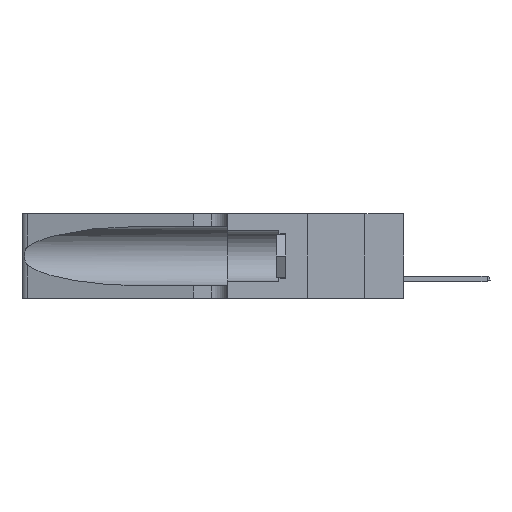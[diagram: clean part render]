
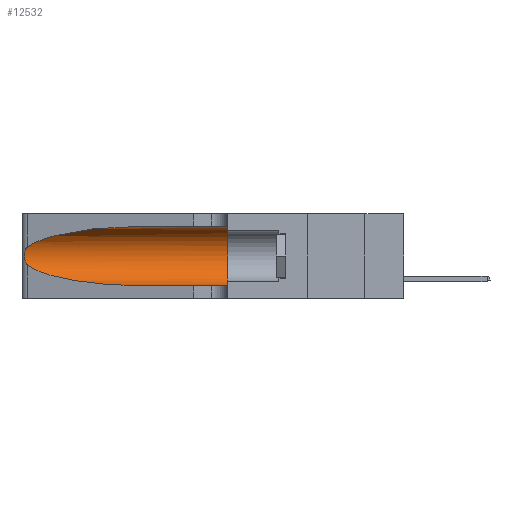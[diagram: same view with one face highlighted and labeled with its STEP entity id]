
A CAD part, left-side view. The second image highlights one B-rep face of the part: STEP entity #12532.
In plain terms, the highlighted cylindrical face has radius 3.308 mm (diameter 6.617 mm), a partial arc.
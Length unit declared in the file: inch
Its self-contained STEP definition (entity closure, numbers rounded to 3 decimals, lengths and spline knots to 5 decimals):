
#102 = CARTESIAN_POINT ( 'NONE',  ( 0.25555, 1.22993, 0.14849 ) ) ;
#305 = LINE ( 'NONE', #8736, #16977 ) ;
#1037 = CARTESIAN_POINT ( 'NONE',  ( 0.1305, 0.72297, 0.31525 ) ) ;
#1130 = CARTESIAN_POINT ( 'NONE',  ( 0.25487, 1.22718, 0.14631 ) ) ;
#1523 = CARTESIAN_POINT ( 'NONE',  ( 0.25854, 1.2359, 0.20912 ) ) ;
#2538 = EDGE_CURVE ( 'NONE', #19389, #7550, #14858, .T. ) ;
#2603 = CARTESIAN_POINT ( 'NONE',  ( 0.2373, 1.15595, 0.28018 ) ) ;
#2751 = CARTESIAN_POINT ( 'NONE',  ( 0.1305, 0.72297, 0.31525 ) ) ;
#2973 = EDGE_LOOP ( 'NONE', ( #16411, #16874, #20387, #15563, #8356, #8772 ) ) ;
#2989 = DIRECTION ( 'NONE',  ( 0., -1., 0. ) ) ;
#5099 = AXIS2_PLACEMENT_3D ( 'NONE', #17233, #14067, #17312 ) ;
#5433 = DIRECTION ( 'NONE',  ( 0., -1., 0. ) ) ;
#5585 = CARTESIAN_POINT ( 'NONE',  ( 0.1305, 0.35, 0.31525 ) ) ;
#5965 = VERTEX_POINT ( 'NONE', #20834 ) ;
#6480 = CARTESIAN_POINT ( 'NONE',  ( 0.25487, 1.22718, 0.22369 ) ) ;
#6549 = CARTESIAN_POINT ( 'NONE',  ( 0.25856, 1.23593, 0.16098 ) ) ;
#6614 = CARTESIAN_POINT ( 'NONE',  ( 0.25789, 1.23486, 0.15765 ) ) ;
#6680 = EDGE_CURVE ( 'NONE', #6743, #19389, #17980, .T. ) ;
#6743 = VERTEX_POINT ( 'NONE', #1037 ) ;
#7260 = CIRCLE ( 'NONE', #5099, 0.13025 ) ;
#7488 = CARTESIAN_POINT ( 'NONE',  ( 0.1305, 0.72297, 0.05475 ) ) ;
#7550 = VERTEX_POINT ( 'NONE', #20551 ) ;
#8356 = ORIENTED_EDGE ( 'NONE', *, *, #15730, .F. ) ;
#8736 = CARTESIAN_POINT ( 'NONE',  ( 0.1305, 1.61858, 0.31525 ) ) ;
#8772 = ORIENTED_EDGE ( 'NONE', *, *, #20294, .F. ) ;
#9578 =( BOUNDED_CURVE ( )  B_SPLINE_CURVE ( 3, ( #1130, #12296, #17152, #7488 ),
 .UNSPECIFIED., .F., .F. ) 
 B_SPLINE_CURVE_WITH_KNOTS ( ( 4, 4 ),
 ( 3.44316, 4.71239 ),
 .UNSPECIFIED. ) 
 CURVE ( )  GEOMETRIC_REPRESENTATION_ITEM ( )  RATIONAL_B_SPLINE_CURVE ( ( 1., 0.87, 0.87, 1. ) ) 
 REPRESENTATION_ITEM ( '' )  );
#9663 = CARTESIAN_POINT ( 'NONE',  ( 0.25639, 1.23186, 0.15144 ) ) ;
#9875 = CARTESIAN_POINT ( 'NONE',  ( 0.25555, 1.22994, 0.2215 ) ) ;
#10145 = CARTESIAN_POINT ( 'NONE',  ( 0.1305, 0.35, 0.05475 ) ) ;
#12296 = CARTESIAN_POINT ( 'NONE',  ( 0.2373, 1.15595, 0.08982 ) ) ;
#12392 = VECTOR ( 'NONE', #2989, 39.37008 ) ;
#12532 = ADVANCED_FACE ( 'NONE', ( #18043 ), #14989, .F. ) ;
#12807 = CARTESIAN_POINT ( 'NONE',  ( 0.1305, 1.61858, 0.185 ) ) ;
#12813 = CARTESIAN_POINT ( 'NONE',  ( 0.26075, 1.23896, 0.178 ) ) ;
#13372 = EDGE_CURVE ( 'NONE', #7550, #5965, #9578, .T. ) ;
#13626 = LINE ( 'NONE', #17363, #12392 ) ;
#14067 = DIRECTION ( 'NONE',  ( 0., 1., 0. ) ) ;
#14325 = CARTESIAN_POINT ( 'NONE',  ( 0.25487, 1.22718, 0.14631 ) ) ;
#14579 = DIRECTION ( 'NONE',  ( 0., 0., -1. ) ) ;
#14651 = CARTESIAN_POINT ( 'NONE',  ( 0.26018, 1.23835, 0.19895 ) ) ;
#14675 = EDGE_CURVE ( 'NONE', #5965, #20161, #13626, .T. ) ;
#14837 = CARTESIAN_POINT ( 'NONE',  ( 0.25487, 1.22718, 0.22369 ) ) ;
#14858 = B_SPLINE_CURVE_WITH_KNOTS ( 'NONE', 3,
 ( #6480, #9875, #19417, #19352, #1523, #14651, #17838, #12813, #19278, #6549, #6614, #9663, #102, #14325 ),
 .UNSPECIFIED., .F., .F.,
 ( 4, 2, 2, 2, 2, 2, 4 ),
 ( 0., 0.00027, 0.00053, 0.00107, 0.0016, 0.00187, 0.00214 ),
 .UNSPECIFIED. ) ;
#14989 = CYLINDRICAL_SURFACE ( 'NONE', #19978, 0.13025 ) ;
#15563 = ORIENTED_EDGE ( 'NONE', *, *, #14675, .T. ) ;
#15730 = EDGE_CURVE ( 'NONE', #15836, #20161, #7260, .T. ) ;
#15836 = VERTEX_POINT ( 'NONE', #5585 ) ;
#16370 = DIRECTION ( 'NONE',  ( 0., -1., 0. ) ) ;
#16411 = ORIENTED_EDGE ( 'NONE', *, *, #6680, .T. ) ;
#16874 = ORIENTED_EDGE ( 'NONE', *, *, #2538, .T. ) ;
#16977 = VECTOR ( 'NONE', #5433, 39.37008 ) ;
#17152 = CARTESIAN_POINT ( 'NONE',  ( 0.18966, 0.96281, 0.05475 ) ) ;
#17233 = CARTESIAN_POINT ( 'NONE',  ( 0.1305, 0.35, 0.185 ) ) ;
#17312 = DIRECTION ( 'NONE',  ( 0., 0., 1. ) ) ;
#17363 = CARTESIAN_POINT ( 'NONE',  ( 0.1305, 1.61858, 0.05475 ) ) ;
#17838 = CARTESIAN_POINT ( 'NONE',  ( 0.26075, 1.23896, 0.19203 ) ) ;
#17980 =( BOUNDED_CURVE ( )  B_SPLINE_CURVE ( 3, ( #2751, #18820, #2603, #18971 ),
 .UNSPECIFIED., .F., .T. ) 
 B_SPLINE_CURVE_WITH_KNOTS ( ( 4, 4 ),
 ( 1.5708, 2.84003 ),
 .UNSPECIFIED. ) 
 CURVE ( )  GEOMETRIC_REPRESENTATION_ITEM ( )  RATIONAL_B_SPLINE_CURVE ( ( 1., 0.87, 0.87, 1. ) ) 
 REPRESENTATION_ITEM ( '' )  );
#18043 = FACE_OUTER_BOUND ( 'NONE', #2973, .T. ) ;
#18820 = CARTESIAN_POINT ( 'NONE',  ( 0.18966, 0.96281, 0.31525 ) ) ;
#18971 = CARTESIAN_POINT ( 'NONE',  ( 0.25487, 1.22718, 0.22369 ) ) ;
#19278 = CARTESIAN_POINT ( 'NONE',  ( 0.26017, 1.23833, 0.17102 ) ) ;
#19352 = CARTESIAN_POINT ( 'NONE',  ( 0.25787, 1.23484, 0.2124 ) ) ;
#19389 = VERTEX_POINT ( 'NONE', #14837 ) ;
#19417 = CARTESIAN_POINT ( 'NONE',  ( 0.25639, 1.23184, 0.21858 ) ) ;
#19978 = AXIS2_PLACEMENT_3D ( 'NONE', #12807, #16370, #14579 ) ;
#20161 = VERTEX_POINT ( 'NONE', #10145 ) ;
#20294 = EDGE_CURVE ( 'NONE', #6743, #15836, #305, .T. ) ;
#20387 = ORIENTED_EDGE ( 'NONE', *, *, #13372, .T. ) ;
#20551 = CARTESIAN_POINT ( 'NONE',  ( 0.25487, 1.22718, 0.14631 ) ) ;
#20834 = CARTESIAN_POINT ( 'NONE',  ( 0.1305, 0.72297, 0.05475 ) ) ;
